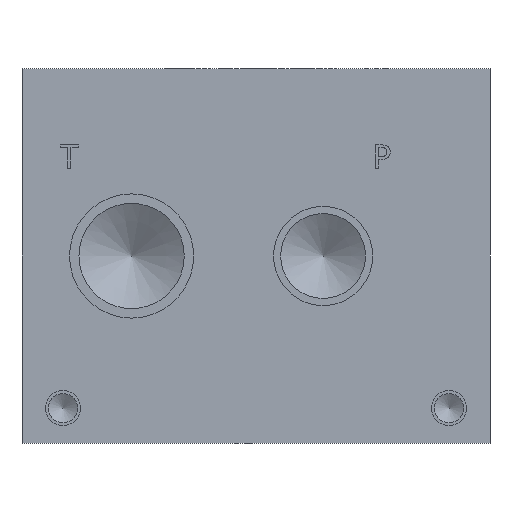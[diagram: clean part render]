
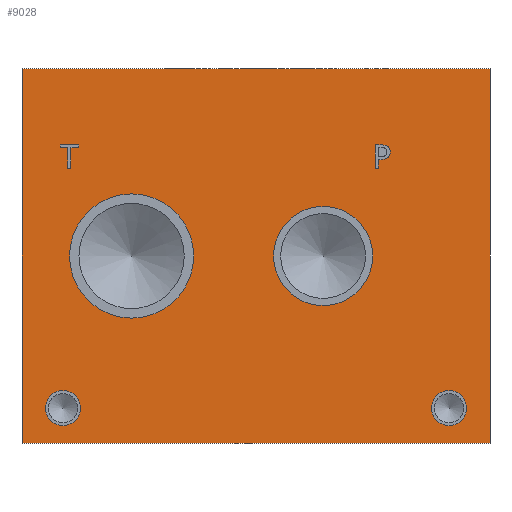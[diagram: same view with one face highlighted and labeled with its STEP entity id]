
A CAD part, left-side view. The second image highlights one B-rep face of the part: STEP entity #9028.
In plain terms, the highlighted planar face has unit normal (-1, 0, 0).
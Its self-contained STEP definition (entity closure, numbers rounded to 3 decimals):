
#72=CIRCLE('',#9515,16.853);
#73=CIRCLE('',#9516,16.853);
#74=CIRCLE('',#9517,13.462);
#75=CIRCLE('',#9518,13.462);
#76=CIRCLE('',#9519,4.763);
#77=CIRCLE('',#9520,4.763);
#78=CIRCLE('',#9521,4.763);
#79=CIRCLE('',#9522,4.763);
#186=FACE_BOUND('',#1092,.T.);
#187=FACE_BOUND('',#1093,.T.);
#188=FACE_BOUND('',#1094,.T.);
#189=FACE_BOUND('',#1095,.T.);
#190=FACE_BOUND('',#1096,.T.);
#191=FACE_BOUND('',#1097,.T.);
#276=PLANE('',#9514);
#603=FACE_OUTER_BOUND('',#1091,.T.);
#1091=EDGE_LOOP('',(#6112,#6113,#6114,#6115));
#1092=EDGE_LOOP('',(#6116,#6117));
#1093=EDGE_LOOP('',(#6118,#6119));
#1094=EDGE_LOOP('',(#6120,#6121));
#1095=EDGE_LOOP('',(#6122,#6123));
#1096=EDGE_LOOP('',(#6124,#6125,#6126,#6127,#6128,#6129,#6130,#6131));
#1097=EDGE_LOOP('',(#6132,#6133,#6134,#6135,#6136,#6137,#6138,#6139,#6140));
#1665=LINE('',#12258,#2605);
#1668=LINE('',#12264,#2608);
#1671=LINE('',#12270,#2611);
#1674=LINE('',#12276,#2614);
#1677=LINE('',#12282,#2617);
#1681=LINE('',#12325,#2621);
#1682=LINE('',#12327,#2622);
#1683=LINE('',#12329,#2623);
#1684=LINE('',#12330,#2624);
#1685=LINE('',#12349,#2625);
#1686=LINE('',#12351,#2626);
#1687=LINE('',#12353,#2627);
#1688=LINE('',#12355,#2628);
#1689=LINE('',#12357,#2629);
#1690=LINE('',#12359,#2630);
#1691=LINE('',#12361,#2631);
#1692=LINE('',#12362,#2632);
#2605=VECTOR('',#10093,10.);
#2608=VECTOR('',#10098,10.);
#2611=VECTOR('',#10103,10.);
#2614=VECTOR('',#10108,10.);
#2617=VECTOR('',#10113,10.);
#2621=VECTOR('',#10121,10.);
#2622=VECTOR('',#10122,10.);
#2623=VECTOR('',#10123,10.);
#2624=VECTOR('',#10124,10.);
#2625=VECTOR('',#10141,10.);
#2626=VECTOR('',#10142,10.);
#2627=VECTOR('',#10143,10.);
#2628=VECTOR('',#10144,10.);
#2629=VECTOR('',#10145,10.);
#2630=VECTOR('',#10146,10.);
#2631=VECTOR('',#10147,10.);
#2632=VECTOR('',#10148,10.);
#3493=B_SPLINE_CURVE_WITH_KNOTS('',2,(#12225,#12226,#12227,#12228),
 .UNSPECIFIED.,.F.,.F.,(3,1,3),(0.,1.,2.),.UNSPECIFIED.);
#3495=B_SPLINE_CURVE_WITH_KNOTS('',2,(#12246,#12247,#12248,#12249),
 .UNSPECIFIED.,.F.,.F.,(3,1,3),(0.,1.,2.),.UNSPECIFIED.);
#3497=B_SPLINE_CURVE_WITH_KNOTS('',2,(#12295,#12296,#12297,#12298),
 .UNSPECIFIED.,.F.,.F.,(3,1,3),(0.,1.,2.),.UNSPECIFIED.);
#3499=B_SPLINE_CURVE_WITH_KNOTS('',2,(#12313,#12314,#12315,#12316),
 .UNSPECIFIED.,.F.,.F.,(3,1,3),(0.,1.,2.),.UNSPECIFIED.);
#3781=VERTEX_POINT('',#12223);
#3782=VERTEX_POINT('',#12224);
#3785=VERTEX_POINT('',#12245);
#3787=VERTEX_POINT('',#12257);
#3789=VERTEX_POINT('',#12263);
#3791=VERTEX_POINT('',#12269);
#3793=VERTEX_POINT('',#12275);
#3795=VERTEX_POINT('',#12281);
#3797=VERTEX_POINT('',#12294);
#3799=VERTEX_POINT('',#12323);
#3800=VERTEX_POINT('',#12324);
#3801=VERTEX_POINT('',#12326);
#3802=VERTEX_POINT('',#12328);
#3803=VERTEX_POINT('',#12331);
#3804=VERTEX_POINT('',#12332);
#3805=VERTEX_POINT('',#12335);
#3806=VERTEX_POINT('',#12336);
#3807=VERTEX_POINT('',#12339);
#3808=VERTEX_POINT('',#12340);
#3809=VERTEX_POINT('',#12343);
#3810=VERTEX_POINT('',#12344);
#3811=VERTEX_POINT('',#12347);
#3812=VERTEX_POINT('',#12348);
#3813=VERTEX_POINT('',#12350);
#3814=VERTEX_POINT('',#12352);
#3815=VERTEX_POINT('',#12354);
#3816=VERTEX_POINT('',#12356);
#3817=VERTEX_POINT('',#12358);
#3818=VERTEX_POINT('',#12360);
#4696=EDGE_CURVE('',#3781,#3782,#3493,.T.);
#4700=EDGE_CURVE('',#3785,#3781,#3495,.T.);
#4703=EDGE_CURVE('',#3787,#3785,#1665,.T.);
#4706=EDGE_CURVE('',#3789,#3787,#1668,.T.);
#4709=EDGE_CURVE('',#3791,#3789,#1671,.T.);
#4712=EDGE_CURVE('',#3793,#3791,#1674,.T.);
#4715=EDGE_CURVE('',#3795,#3793,#1677,.T.);
#4718=EDGE_CURVE('',#3797,#3795,#3497,.T.);
#4721=EDGE_CURVE('',#3782,#3797,#3499,.T.);
#4723=EDGE_CURVE('',#3799,#3800,#1681,.T.);
#4724=EDGE_CURVE('',#3800,#3801,#1682,.T.);
#4725=EDGE_CURVE('',#3802,#3801,#1683,.T.);
#4726=EDGE_CURVE('',#3799,#3802,#1684,.T.);
#4727=EDGE_CURVE('',#3803,#3804,#72,.T.);
#4728=EDGE_CURVE('',#3804,#3803,#73,.T.);
#4729=EDGE_CURVE('',#3805,#3806,#74,.T.);
#4730=EDGE_CURVE('',#3806,#3805,#75,.T.);
#4731=EDGE_CURVE('',#3807,#3808,#76,.T.);
#4732=EDGE_CURVE('',#3808,#3807,#77,.T.);
#4733=EDGE_CURVE('',#3809,#3810,#78,.T.);
#4734=EDGE_CURVE('',#3810,#3809,#79,.T.);
#4735=EDGE_CURVE('',#3811,#3812,#1685,.T.);
#4736=EDGE_CURVE('',#3812,#3813,#1686,.T.);
#4737=EDGE_CURVE('',#3813,#3814,#1687,.T.);
#4738=EDGE_CURVE('',#3814,#3815,#1688,.T.);
#4739=EDGE_CURVE('',#3815,#3816,#1689,.T.);
#4740=EDGE_CURVE('',#3816,#3817,#1690,.T.);
#4741=EDGE_CURVE('',#3817,#3818,#1691,.T.);
#4742=EDGE_CURVE('',#3818,#3811,#1692,.T.);
#6112=ORIENTED_EDGE('',*,*,#4723,.T.);
#6113=ORIENTED_EDGE('',*,*,#4724,.T.);
#6114=ORIENTED_EDGE('',*,*,#4725,.F.);
#6115=ORIENTED_EDGE('',*,*,#4726,.F.);
#6116=ORIENTED_EDGE('',*,*,#4727,.T.);
#6117=ORIENTED_EDGE('',*,*,#4728,.T.);
#6118=ORIENTED_EDGE('',*,*,#4729,.T.);
#6119=ORIENTED_EDGE('',*,*,#4730,.T.);
#6120=ORIENTED_EDGE('',*,*,#4731,.T.);
#6121=ORIENTED_EDGE('',*,*,#4732,.T.);
#6122=ORIENTED_EDGE('',*,*,#4733,.T.);
#6123=ORIENTED_EDGE('',*,*,#4734,.T.);
#6124=ORIENTED_EDGE('',*,*,#4735,.T.);
#6125=ORIENTED_EDGE('',*,*,#4736,.T.);
#6126=ORIENTED_EDGE('',*,*,#4737,.T.);
#6127=ORIENTED_EDGE('',*,*,#4738,.T.);
#6128=ORIENTED_EDGE('',*,*,#4739,.T.);
#6129=ORIENTED_EDGE('',*,*,#4740,.T.);
#6130=ORIENTED_EDGE('',*,*,#4741,.T.);
#6131=ORIENTED_EDGE('',*,*,#4742,.T.);
#6132=ORIENTED_EDGE('',*,*,#4696,.T.);
#6133=ORIENTED_EDGE('',*,*,#4721,.T.);
#6134=ORIENTED_EDGE('',*,*,#4718,.T.);
#6135=ORIENTED_EDGE('',*,*,#4715,.T.);
#6136=ORIENTED_EDGE('',*,*,#4712,.T.);
#6137=ORIENTED_EDGE('',*,*,#4709,.T.);
#6138=ORIENTED_EDGE('',*,*,#4706,.T.);
#6139=ORIENTED_EDGE('',*,*,#4703,.T.);
#6140=ORIENTED_EDGE('',*,*,#4700,.T.);
#9028=ADVANCED_FACE('',(#603,#186,#187,#188,#189,#190,#191),#276,.T.);
#9514=AXIS2_PLACEMENT_3D('',#12322,#10119,#10120);
#9515=AXIS2_PLACEMENT_3D('',#12333,#10125,#10126);
#9516=AXIS2_PLACEMENT_3D('',#12334,#10127,#10128);
#9517=AXIS2_PLACEMENT_3D('',#12337,#10129,#10130);
#9518=AXIS2_PLACEMENT_3D('',#12338,#10131,#10132);
#9519=AXIS2_PLACEMENT_3D('',#12341,#10133,#10134);
#9520=AXIS2_PLACEMENT_3D('',#12342,#10135,#10136);
#9521=AXIS2_PLACEMENT_3D('',#12345,#10137,#10138);
#9522=AXIS2_PLACEMENT_3D('',#12346,#10139,#10140);
#10093=DIRECTION('',(0.,-1.,0.));
#10098=DIRECTION('',(0.,0.,1.));
#10103=DIRECTION('',(0.,1.,0.));
#10108=DIRECTION('',(0.,0.,-1.));
#10113=DIRECTION('',(0.,1.,0.));
#10119=DIRECTION('center_axis',(-1.,0.,0.));
#10120=DIRECTION('ref_axis',(0.,-1.,0.));
#10121=DIRECTION('',(0.,-1.,0.));
#10122=DIRECTION('',(0.,0.,1.));
#10123=DIRECTION('',(0.,-1.,0.));
#10124=DIRECTION('',(0.,0.,1.));
#10125=DIRECTION('center_axis',(1.,0.,0.));
#10126=DIRECTION('ref_axis',(0.,1.,0.));
#10127=DIRECTION('center_axis',(1.,0.,0.));
#10128=DIRECTION('ref_axis',(0.,1.,0.));
#10129=DIRECTION('center_axis',(1.,0.,0.));
#10130=DIRECTION('ref_axis',(0.,1.,0.));
#10131=DIRECTION('center_axis',(1.,0.,0.));
#10132=DIRECTION('ref_axis',(0.,1.,0.));
#10133=DIRECTION('center_axis',(1.,0.,0.));
#10134=DIRECTION('ref_axis',(0.,1.,0.));
#10135=DIRECTION('center_axis',(1.,0.,0.));
#10136=DIRECTION('ref_axis',(0.,1.,0.));
#10137=DIRECTION('center_axis',(1.,0.,0.));
#10138=DIRECTION('ref_axis',(0.,1.,0.));
#10139=DIRECTION('center_axis',(1.,0.,0.));
#10140=DIRECTION('ref_axis',(0.,1.,0.));
#10141=DIRECTION('',(0.,1.,0.));
#10142=DIRECTION('',(0.,0.,1.));
#10143=DIRECTION('',(0.,1.,0.));
#10144=DIRECTION('',(0.,0.,1.));
#10145=DIRECTION('',(0.,-1.,0.));
#10146=DIRECTION('',(0.,0.,-1.));
#10147=DIRECTION('',(0.,1.,0.));
#10148=DIRECTION('',(0.,0.,-1.));
#12223=CARTESIAN_POINT('',(0.,27.849,80.566));
#12224=CARTESIAN_POINT('',(0.,27.093,79.048));
#12225=CARTESIAN_POINT('Ctrl Pts',(0.,27.849,80.566));
#12226=CARTESIAN_POINT('Ctrl Pts',(0.,27.494,80.324));
#12227=CARTESIAN_POINT('Ctrl Pts',(0.,27.093,79.578));
#12228=CARTESIAN_POINT('Ctrl Pts',(0.,27.093,79.048));
#12245=CARTESIAN_POINT('',(0.,29.512,80.962));
#12246=CARTESIAN_POINT('Ctrl Pts',(0.,29.512,80.962));
#12247=CARTESIAN_POINT('Ctrl Pts',(0.,28.946,80.962));
#12248=CARTESIAN_POINT('Ctrl Pts',(0.,28.153,80.777));
#12249=CARTESIAN_POINT('Ctrl Pts',(0.,27.849,80.566));
#12257=CARTESIAN_POINT('',(0.,31.107,80.962));
#12258=CARTESIAN_POINT('',(0.,79.053,80.962));
#12263=CARTESIAN_POINT('',(0.,31.107,74.613));
#12264=CARTESIAN_POINT('',(0.,31.107,37.306));
#12269=CARTESIAN_POINT('',(0.,30.263,74.613));
#12270=CARTESIAN_POINT('',(0.,78.631,74.613));
#12275=CARTESIAN_POINT('',(0.,30.263,76.98));
#12276=CARTESIAN_POINT('',(0.,30.263,38.49));
#12281=CARTESIAN_POINT('',(0.,29.548,76.98));
#12282=CARTESIAN_POINT('',(0.,78.274,76.98));
#12294=CARTESIAN_POINT('',(0.,27.649,77.638));
#12295=CARTESIAN_POINT('Ctrl Pts',(0.,27.649,77.638));
#12296=CARTESIAN_POINT('Ctrl Pts',(0.,27.978,77.314));
#12297=CARTESIAN_POINT('Ctrl Pts',(0.,28.868,76.98));
#12298=CARTESIAN_POINT('Ctrl Pts',(0.,29.548,76.98));
#12313=CARTESIAN_POINT('Ctrl Pts',(0.,27.093,79.048));
#12314=CARTESIAN_POINT('Ctrl Pts',(0.,27.093,78.637));
#12315=CARTESIAN_POINT('Ctrl Pts',(0.,27.386,77.896));
#12316=CARTESIAN_POINT('Ctrl Pts',(0.,27.649,77.638));
#12322=CARTESIAN_POINT('Origin',(0.,127.,0.));
#12323=CARTESIAN_POINT('',(0.,127.,0.));
#12324=CARTESIAN_POINT('',(0.,0.,0.));
#12325=CARTESIAN_POINT('',(0.,127.,0.));
#12326=CARTESIAN_POINT('',(0.,0.,101.6));
#12327=CARTESIAN_POINT('',(0.,0.,0.));
#12328=CARTESIAN_POINT('',(0.,127.,101.6));
#12329=CARTESIAN_POINT('',(0.,127.,101.6));
#12330=CARTESIAN_POINT('',(0.,127.,0.));
#12331=CARTESIAN_POINT('',(0.,114.11,50.8));
#12332=CARTESIAN_POINT('',(0.,80.404,50.8));
#12333=CARTESIAN_POINT('Origin',(0.,97.257,50.8));
#12334=CARTESIAN_POINT('Origin',(0.,97.257,50.8));
#12335=CARTESIAN_POINT('',(0.,58.75,50.8));
#12336=CARTESIAN_POINT('',(0.,31.826,50.8));
#12337=CARTESIAN_POINT('Origin',(0.,45.288,50.8));
#12338=CARTESIAN_POINT('Origin',(0.,45.288,50.8));
#12339=CARTESIAN_POINT('',(0.,120.637,9.525));
#12340=CARTESIAN_POINT('',(0.,111.112,9.525));
#12341=CARTESIAN_POINT('Origin',(0.,115.875,9.525));
#12342=CARTESIAN_POINT('Origin',(0.,115.875,9.525));
#12343=CARTESIAN_POINT('',(0.,15.888,9.525));
#12344=CARTESIAN_POINT('',(0.,6.363,9.525));
#12345=CARTESIAN_POINT('Origin',(0.,11.125,9.525));
#12346=CARTESIAN_POINT('Origin',(0.,11.125,9.525));
#12347=CARTESIAN_POINT('',(0.,113.712,74.613));
#12348=CARTESIAN_POINT('',(0.,114.556,74.613));
#12349=CARTESIAN_POINT('',(0.,120.356,74.613));
#12350=CARTESIAN_POINT('',(0.,114.556,80.211));
#12351=CARTESIAN_POINT('',(0.,114.556,37.306));
#12352=CARTESIAN_POINT('',(0.,116.686,80.211));
#12353=CARTESIAN_POINT('',(0.,120.778,80.211));
#12354=CARTESIAN_POINT('',(0.,116.686,80.962));
#12355=CARTESIAN_POINT('',(0.,116.686,40.106));
#12356=CARTESIAN_POINT('',(0.,111.582,80.962));
#12357=CARTESIAN_POINT('',(0.,121.843,80.962));
#12358=CARTESIAN_POINT('',(0.,111.582,80.211));
#12359=CARTESIAN_POINT('',(0.,111.582,40.481));
#12360=CARTESIAN_POINT('',(0.,113.712,80.211));
#12361=CARTESIAN_POINT('',(0.,119.291,80.211));
#12362=CARTESIAN_POINT('',(0.,113.712,40.106));
